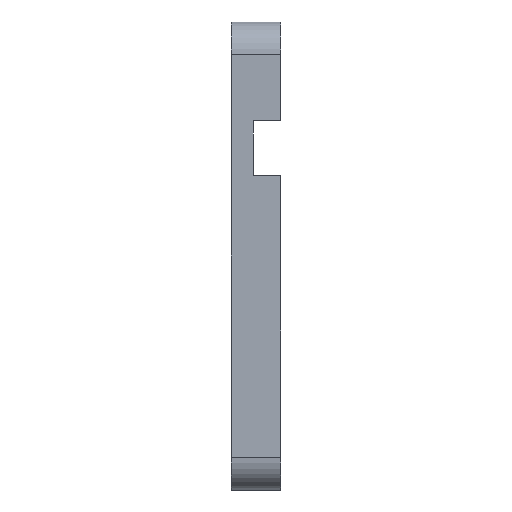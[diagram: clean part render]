
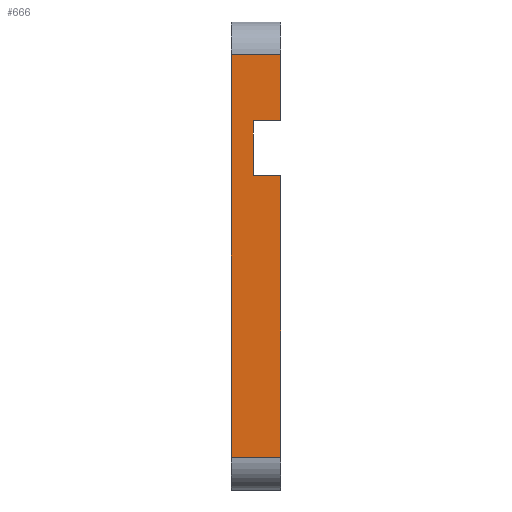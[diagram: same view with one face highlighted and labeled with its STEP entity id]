
A CAD part, left-side view. The second image highlights one B-rep face of the part: STEP entity #666.
In plain terms, the highlighted planar face has unit normal (-1, 0, 0).
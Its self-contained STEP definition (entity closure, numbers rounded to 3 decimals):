
#46 = LINE ( 'NONE', #1353, #839 ) ;
#68 = CARTESIAN_POINT ( 'NONE',  ( -45., 6.35, 25.825 ) ) ;
#98 = CARTESIAN_POINT ( 'NONE',  ( -45., 3.5, 17.325 ) ) ;
#99 = CARTESIAN_POINT ( 'NONE',  ( -45., 6.35, -25.825 ) ) ;
#108 = LINE ( 'NONE', #1024, #1457 ) ;
#110 = CARTESIAN_POINT ( 'NONE',  ( -45., 3.5, 17.325 ) ) ;
#141 = ORIENTED_EDGE ( 'NONE', *, *, #754, .F. ) ;
#143 = DIRECTION ( 'NONE',  ( 0., 0., 1. ) ) ;
#157 = DIRECTION ( 'NONE',  ( 0., -1., 0. ) ) ;
#213 = LINE ( 'NONE', #1708, #581 ) ;
#339 = DIRECTION ( 'NONE',  ( 0., 1., 0. ) ) ;
#377 = CARTESIAN_POINT ( 'NONE',  ( -45., 0., -25.825 ) ) ;
#434 = CARTESIAN_POINT ( 'NONE',  ( -45., 6.35, -25.825 ) ) ;
#442 = CARTESIAN_POINT ( 'NONE',  ( -45., 6.35, 25.825 ) ) ;
#450 = CARTESIAN_POINT ( 'NONE',  ( -45., 0., -25.825 ) ) ;
#461 = ORIENTED_EDGE ( 'NONE', *, *, #842, .T. ) ;
#464 = ORIENTED_EDGE ( 'NONE', *, *, #1477, .T. ) ;
#474 = DIRECTION ( 'NONE',  ( 0., 0., -1. ) ) ;
#480 = DIRECTION ( 'NONE',  ( 0., 0., -1. ) ) ;
#488 = VECTOR ( 'NONE', #157, 1000. ) ;
#490 = CARTESIAN_POINT ( 'NONE',  ( -45., 0., 10.325 ) ) ;
#493 = LINE ( 'NONE', #377, #1723 ) ;
#519 = VERTEX_POINT ( 'NONE', #568 ) ;
#530 = CARTESIAN_POINT ( 'NONE',  ( -45., 3.5, 10.325 ) ) ;
#533 = LINE ( 'NONE', #98, #1371 ) ;
#568 = CARTESIAN_POINT ( 'NONE',  ( -45., 0., 17.325 ) ) ;
#581 = VECTOR ( 'NONE', #339, 1000. ) ;
#625 = EDGE_CURVE ( 'NONE', #1556, #1029, #1088, .T. ) ;
#631 = DIRECTION ( 'NONE',  ( 1., 0., 0. ) ) ;
#666 = ADVANCED_FACE ( 'NONE', ( #1162 ), #1540, .F. ) ;
#703 = VERTEX_POINT ( 'NONE', #1294 ) ;
#754 = EDGE_CURVE ( 'NONE', #519, #1291, #213, .T. ) ;
#791 = EDGE_CURVE ( 'NONE', #876, #1556, #1664, .T. ) ;
#839 = VECTOR ( 'NONE', #143, 1000. ) ;
#842 = EDGE_CURVE ( 'NONE', #1144, #853, #493, .T. ) ;
#853 = VERTEX_POINT ( 'NONE', #490 ) ;
#876 = VERTEX_POINT ( 'NONE', #922 ) ;
#922 = CARTESIAN_POINT ( 'NONE',  ( -45., 6.35, -25.825 ) ) ;
#1022 = LINE ( 'NONE', #530, #488 ) ;
#1024 = CARTESIAN_POINT ( 'NONE',  ( -45., 6.35, -25.825 ) ) ;
#1029 = VERTEX_POINT ( 'NONE', #1054 ) ;
#1033 = DIRECTION ( 'NONE',  ( 0., 0., 1. ) ) ;
#1054 = CARTESIAN_POINT ( 'NONE',  ( -45., 0., 25.825 ) ) ;
#1088 = LINE ( 'NONE', #68, #1531 ) ;
#1144 = VERTEX_POINT ( 'NONE', #450 ) ;
#1162 = FACE_OUTER_BOUND ( 'NONE', #1508, .T. ) ;
#1171 = DIRECTION ( 'NONE',  ( 0., -1., 0. ) ) ;
#1250 = EDGE_CURVE ( 'NONE', #1291, #703, #533, .T. ) ;
#1254 = AXIS2_PLACEMENT_3D ( 'NONE', #434, #631, #480 ) ;
#1256 = ORIENTED_EDGE ( 'NONE', *, *, #1250, .F. ) ;
#1272 = EDGE_CURVE ( 'NONE', #876, #1144, #108, .T. ) ;
#1290 = ORIENTED_EDGE ( 'NONE', *, *, #791, .F. ) ;
#1291 = VERTEX_POINT ( 'NONE', #110 ) ;
#1294 = CARTESIAN_POINT ( 'NONE',  ( -45., 3.5, 10.325 ) ) ;
#1338 = ORIENTED_EDGE ( 'NONE', *, *, #1272, .T. ) ;
#1344 = ORIENTED_EDGE ( 'NONE', *, *, #1403, .F. ) ;
#1353 = CARTESIAN_POINT ( 'NONE',  ( -45., 0., -25.825 ) ) ;
#1371 = VECTOR ( 'NONE', #474, 1000. ) ;
#1403 = EDGE_CURVE ( 'NONE', #703, #853, #1022, .T. ) ;
#1457 = VECTOR ( 'NONE', #1171, 1000. ) ;
#1477 = EDGE_CURVE ( 'NONE', #519, #1029, #46, .T. ) ;
#1508 = EDGE_LOOP ( 'NONE', ( #1256, #141, #464, #1671, #1290, #1338, #461, #1344 ) ) ;
#1531 = VECTOR ( 'NONE', #1657, 1000. ) ;
#1540 = PLANE ( 'NONE',  #1254 ) ;
#1545 = DIRECTION ( 'NONE',  ( 0., 0., 1. ) ) ;
#1556 = VERTEX_POINT ( 'NONE', #442 ) ;
#1601 = VECTOR ( 'NONE', #1545, 1000. ) ;
#1657 = DIRECTION ( 'NONE',  ( 0., -1., 0. ) ) ;
#1664 = LINE ( 'NONE', #99, #1601 ) ;
#1671 = ORIENTED_EDGE ( 'NONE', *, *, #625, .F. ) ;
#1708 = CARTESIAN_POINT ( 'NONE',  ( -45., 3.5, 17.325 ) ) ;
#1723 = VECTOR ( 'NONE', #1033, 1000. ) ;
